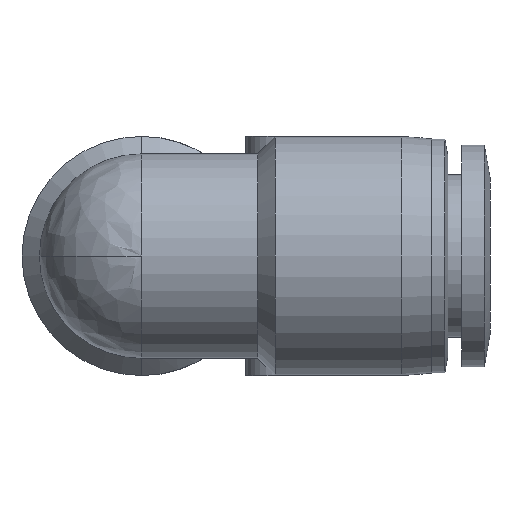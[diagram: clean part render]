
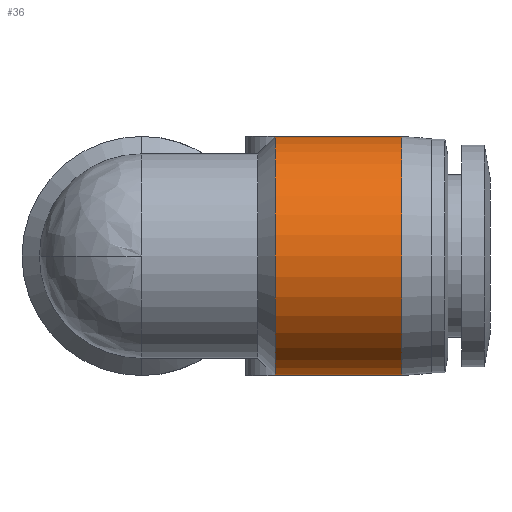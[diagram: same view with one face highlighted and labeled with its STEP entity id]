
A CAD part, left-side view. The second image highlights one B-rep face of the part: STEP entity #36.
In plain terms, the highlighted cylindrical face has radius 10.25 mm (diameter 20.5 mm), a partial arc.
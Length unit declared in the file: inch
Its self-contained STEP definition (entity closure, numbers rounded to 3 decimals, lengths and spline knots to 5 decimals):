
#36 = ADVANCED_FACE ( 'NONE', ( #501 ), #1213, .T. ) ;
#48 = EDGE_CURVE ( 'NONE', #905, #2592, #279, .T. ) ;
#279 = CIRCLE ( 'NONE', #2750, 0.40354 ) ;
#387 = CARTESIAN_POINT ( 'NONE',  ( 0., -0.87795, 0.40354 ) ) ;
#501 = FACE_OUTER_BOUND ( 'NONE', #1766, .T. ) ;
#502 = DIRECTION ( 'NONE',  ( 0., 1., 0. ) ) ;
#596 = DIRECTION ( 'NONE',  ( -1., 0., 0. ) ) ;
#611 = DIRECTION ( 'NONE',  ( 0., 1., 0. ) ) ;
#621 = CARTESIAN_POINT ( 'NONE',  ( 0., -0.45079, 0. ) ) ;
#655 = ORIENTED_EDGE ( 'NONE', *, *, #48, .F. ) ;
#905 = VERTEX_POINT ( 'NONE', #2252 ) ;
#914 = DIRECTION ( 'NONE',  ( 0., 0., 1. ) ) ;
#1134 = VECTOR ( 'NONE', #1679, 39.37008 ) ;
#1213 = CYLINDRICAL_SURFACE ( 'NONE', #2092, 0.40354 ) ;
#1220 = CARTESIAN_POINT ( 'NONE',  ( 0., -0.45079, 0.40354 ) ) ;
#1230 = CARTESIAN_POINT ( 'NONE',  ( 0., -0.87795, -0.40354 ) ) ;
#1320 = VERTEX_POINT ( 'NONE', #1230 ) ;
#1406 = ORIENTED_EDGE ( 'NONE', *, *, #3136, .F. ) ;
#1557 = CARTESIAN_POINT ( 'NONE',  ( 0., -0.87795, 0. ) ) ;
#1610 = CARTESIAN_POINT ( 'NONE',  ( 0., -0.66437, 0. ) ) ;
#1642 = ORIENTED_EDGE ( 'NONE', *, *, #2074, .T. ) ;
#1679 = DIRECTION ( 'NONE',  ( 0., 1., 0. ) ) ;
#1766 = EDGE_LOOP ( 'NONE', ( #1406, #2816, #1642, #655 ) ) ;
#1820 = DIRECTION ( 'NONE',  ( 0., 0., 1. ) ) ;
#1889 = CIRCLE ( 'NONE', #2743, 0.40354 ) ;
#2074 = EDGE_CURVE ( 'NONE', #2198, #2592, #2922, .T. ) ;
#2092 = AXIS2_PLACEMENT_3D ( 'NONE', #1610, #502, #914 ) ;
#2198 = VERTEX_POINT ( 'NONE', #387 ) ;
#2252 = CARTESIAN_POINT ( 'NONE',  ( 0., -0.45079, -0.40354 ) ) ;
#2396 = VECTOR ( 'NONE', #3148, 39.37008 ) ;
#2475 = LINE ( 'NONE', #2649, #2396 ) ;
#2592 = VERTEX_POINT ( 'NONE', #1220 ) ;
#2649 = CARTESIAN_POINT ( 'NONE',  ( 0., -0.66437, -0.40354 ) ) ;
#2735 = EDGE_CURVE ( 'NONE', #1320, #2198, #1889, .T. ) ;
#2743 = AXIS2_PLACEMENT_3D ( 'NONE', #1557, #3282, #1820 ) ;
#2750 = AXIS2_PLACEMENT_3D ( 'NONE', #621, #611, #596 ) ;
#2816 = ORIENTED_EDGE ( 'NONE', *, *, #2735, .T. ) ;
#2922 = LINE ( 'NONE', #3158, #1134 ) ;
#3136 = EDGE_CURVE ( 'NONE', #1320, #905, #2475, .T. ) ;
#3148 = DIRECTION ( 'NONE',  ( 0., 1., 0. ) ) ;
#3158 = CARTESIAN_POINT ( 'NONE',  ( 0., -0.66437, 0.40354 ) ) ;
#3282 = DIRECTION ( 'NONE',  ( 0., 1., 0. ) ) ;
